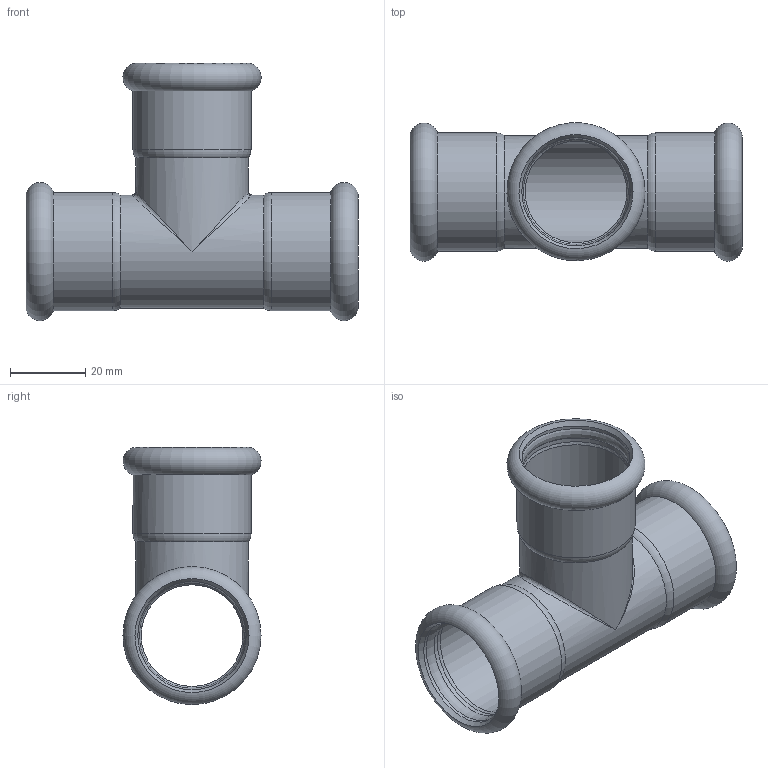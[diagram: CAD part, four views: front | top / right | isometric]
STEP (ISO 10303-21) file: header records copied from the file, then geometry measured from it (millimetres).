
FILE_DESCRIPTION(/* description */ ('TEE Normale De28'),/* implementation_level */ '2;1');
FILE_NAME(/* name */ '182028000_Inoxpres.stp',/* time_stamp */ '2022-10-11T09:51:03+02:00',/* author */ ('Vault'),/* organization */ ('Raccorderie metalliche s.p.a. '),/* preprocessor_version */ 'ST-DEVELOPER v18.1',/* originating_system */ 'Autodesk Inventor 2020',/* authorisation */ 'Raccorderie metalliche s.p.a. ');
FILE_SCHEMA (('AUTOMOTIVE_DESIGN { 1 0 10303 214 3 1 1 }'));
Length unit declared in the file: millimetre
Products named in the file (1): 182028000_Inoxpres
Bounding box: 88.2 x 36.68 x 68.34 mm (x, y, z)
Volume: 20583.3 mm3; surface area: 23472.9 mm2
Topology: 1 solids, 1 shells, 42 faces, 153 edges, 106 vertices
Faces by surface type: cylinder 17, torus 15, bspline 4, plane 3, cone 3
Full cylindrical faces by diameter (mm): 27 x2, 27.6 x1, 28.4 x3, 28.8 x6, 30 x2, 31.4 x3
Entity records: 2539 total; most frequent: CARTESIAN_POINT 1109, DIRECTION 334, ORIENTED_EDGE 298, AXIS2_PLACEMENT_3D 155, EDGE_CURVE 149, CIRCLE 111, VERTEX_POINT 106, EDGE_LOOP 43
